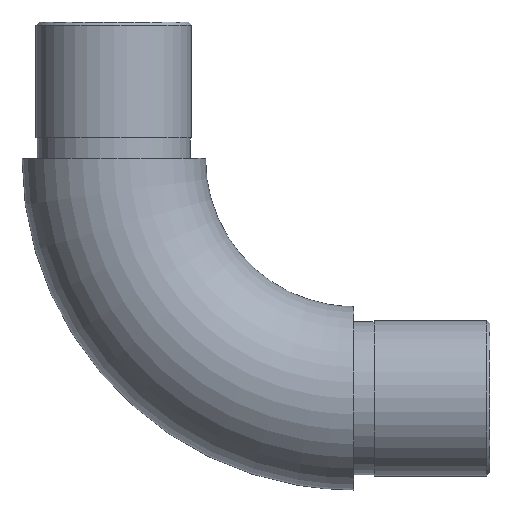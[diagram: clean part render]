
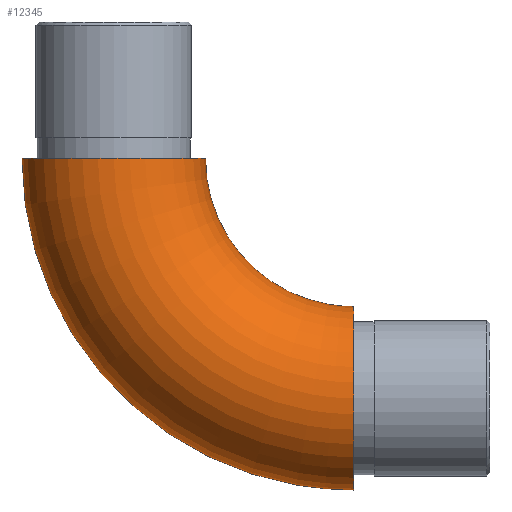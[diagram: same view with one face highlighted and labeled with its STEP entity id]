
A CAD part, left-side view. The second image highlights one B-rep face of the part: STEP entity #12345.
In plain terms, the highlighted toroidal (fillet/blend) face has major radius 35.15 mm and minor radius 13.45 mm.
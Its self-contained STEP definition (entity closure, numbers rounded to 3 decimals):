
#115 = EDGE_LOOP ( 'NONE', ( #268 ) ) ;
#268 = ORIENTED_EDGE ( 'NONE', *, *, #7295, .F. ) ;
#415 = FACE_OUTER_BOUND ( 'NONE', #8755, .T. ) ;
#1095 = CARTESIAN_POINT ( 'NONE',  ( 0., 0., 48.6 ) ) ;
#1426 = CARTESIAN_POINT ( 'NONE',  ( 0., 0., 13.45 ) ) ;
#1628 = ORIENTED_EDGE ( 'NONE', *, *, #7276, .T. ) ;
#2462 = DIRECTION ( 'NONE',  ( 0., 0., 1. ) ) ;
#3072 = FACE_OUTER_BOUND ( 'NONE', #115, .T. ) ;
#3361 = AXIS2_PLACEMENT_3D ( 'NONE', #1095, #12246, #10211 ) ;
#3425 = DIRECTION ( 'NONE',  ( 0., 1., 0. ) ) ;
#4154 = VERTEX_POINT ( 'NONE', #9686 ) ;
#5493 = CARTESIAN_POINT ( 'NONE',  ( 0., 35.15, 48.6 ) ) ;
#6206 = CIRCLE ( 'NONE', #9742, 13.45 ) ;
#6477 = DIRECTION ( 'NONE',  ( 0., 0., 1. ) ) ;
#6828 = AXIS2_PLACEMENT_3D ( 'NONE', #5493, #6477, #7462 ) ;
#7276 = EDGE_CURVE ( 'NONE', #9299, #9299, #6206, .T. ) ;
#7295 = EDGE_CURVE ( 'NONE', #4154, #4154, #7577, .T. ) ;
#7462 = DIRECTION ( 'NONE',  ( 0., -1., 0. ) ) ;
#7577 = CIRCLE ( 'NONE', #6828, 13.45 ) ;
#8046 = TOROIDAL_SURFACE ( 'NONE', #3361, 35.15, 13.45 ) ;
#8755 = EDGE_LOOP ( 'NONE', ( #1628 ) ) ;
#9299 = VERTEX_POINT ( 'NONE', #12852 ) ;
#9686 = CARTESIAN_POINT ( 'NONE',  ( 0., 21.7, 48.6 ) ) ;
#9742 = AXIS2_PLACEMENT_3D ( 'NONE', #1426, #3425, #2462 ) ;
#10211 = DIRECTION ( 'NONE',  ( 0., 0., 1. ) ) ;
#12246 = DIRECTION ( 'NONE',  ( -1., 0., 0. ) ) ;
#12345 = ADVANCED_FACE ( 'NONE', ( #3072, #415 ), #8046, .T. ) ;
#12852 = CARTESIAN_POINT ( 'NONE',  ( 0., 0., 26.9 ) ) ;
